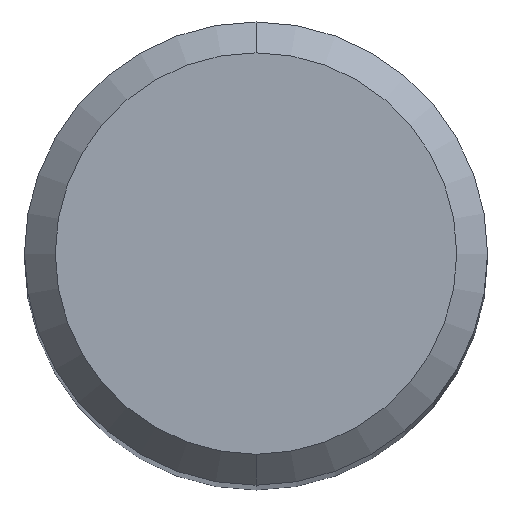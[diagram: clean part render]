
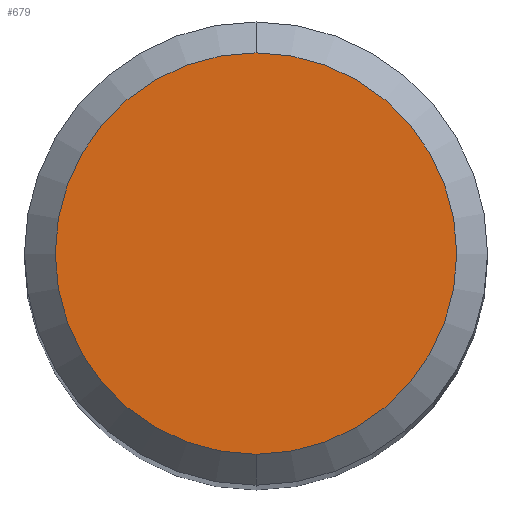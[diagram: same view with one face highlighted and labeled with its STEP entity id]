
A CAD part, top view. The second image highlights one B-rep face of the part: STEP entity #679.
In plain terms, the highlighted planar face has unit normal (0, 0, 1).
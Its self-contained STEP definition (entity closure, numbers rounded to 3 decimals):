
#559=EDGE_CURVE('',#789,#939,#1304,.T.);
#679=ADVANCED_FACE('',(#1437),#1438,.T.);
#789=VERTEX_POINT('',#1555);
#823=EDGE_CURVE('',#939,#789,#1592,.T.);
#939=VERTEX_POINT('',#1716);
#1304=CIRCLE('',#4601,2.6);
#1437=FACE_OUTER_BOUND('',#5784,.T.);
#1438=PLANE('',#5785);
#1555=CARTESIAN_POINT('',(0.0,2.6,0.0));
#1592=CIRCLE('',#7344,2.6);
#1716=CARTESIAN_POINT('',(0.,-2.6,0.0));
#4601=AXIS2_PLACEMENT_3D('',#9446,#9447,#9448);
#5784=EDGE_LOOP('',(#9611,#9612));
#5785=AXIS2_PLACEMENT_3D('',#9613,#9614,#9615);
#7344=AXIS2_PLACEMENT_3D('',#9747,#9748,#9749);
#9446=CARTESIAN_POINT('',(0.0,0.0,0.0));
#9447=DIRECTION('',(0.0,0.0,-1.0));
#9448=DIRECTION('',(0.0,1.0,0.0));
#9611=ORIENTED_EDGE('',*,*,#559,.F.);
#9612=ORIENTED_EDGE('',*,*,#823,.F.);
#9613=CARTESIAN_POINT('',(0.0,1.3,0.0));
#9614=DIRECTION('',(-0.0,0.0,1.0));
#9615=DIRECTION('',(0.0,-1.0,0.0));
#9747=CARTESIAN_POINT('',(0.0,0.0,0.0));
#9748=DIRECTION('',(0.0,0.0,-1.0));
#9749=DIRECTION('',(0.0,1.0,0.0));
